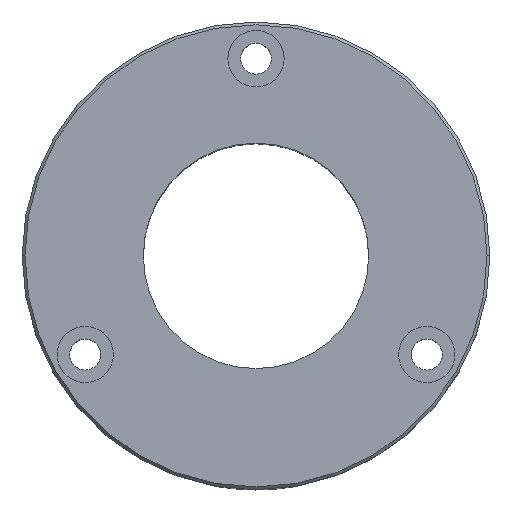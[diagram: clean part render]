
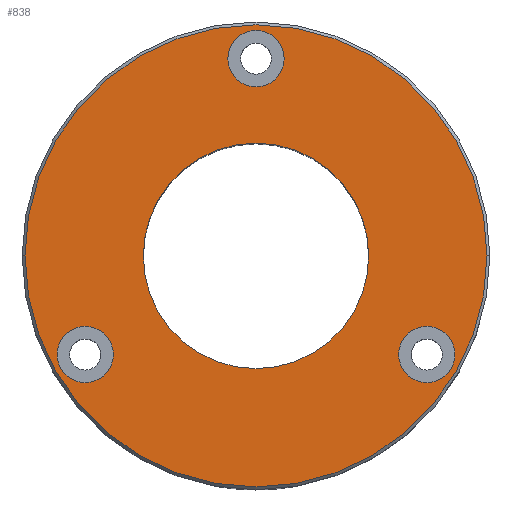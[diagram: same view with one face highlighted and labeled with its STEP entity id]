
A CAD part, top view. The second image highlights one B-rep face of the part: STEP entity #838.
In plain terms, the highlighted planar face has unit normal (0, 0, 1).
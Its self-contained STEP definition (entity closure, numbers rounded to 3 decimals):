
#23 = ORIENTED_EDGE ( 'NONE', *, *, #253, .F. ) ;
#24 = DIRECTION ( 'NONE',  ( 0., 0., 1. ) ) ;
#29 = AXIS2_PLACEMENT_3D ( 'NONE', #562, #1054, #576 ) ;
#63 = EDGE_CURVE ( 'NONE', #89, #495, #188, .T. ) ;
#68 = CARTESIAN_POINT ( 'NONE',  ( 0., 0., 0. ) ) ;
#89 = VERTEX_POINT ( 'NONE', #1083 ) ;
#92 = VERTEX_POINT ( 'NONE', #601 ) ;
#123 = CIRCLE ( 'NONE', #548, 5. ) ;
#133 = AXIS2_PLACEMENT_3D ( 'NONE', #1230, #1234, #489 ) ;
#140 = CIRCLE ( 'NONE', #1011, 20. ) ;
#144 = CARTESIAN_POINT ( 'NONE',  ( -30.311, -17.5, 0. ) ) ;
#149 = AXIS2_PLACEMENT_3D ( 'NONE', #68, #172, #662 ) ;
#160 = EDGE_CURVE ( 'NONE', #898, #796, #638, .T. ) ;
#161 = ORIENTED_EDGE ( 'NONE', *, *, #160, .F. ) ;
#172 = DIRECTION ( 'NONE',  ( 0., 0., -1. ) ) ;
#178 = CARTESIAN_POINT ( 'NONE',  ( -25.311, -17.5, 0. ) ) ;
#188 = CIRCLE ( 'NONE', #1206, 5. ) ;
#208 = EDGE_CURVE ( 'NONE', #1203, #1115, #123, .T. ) ;
#235 = AXIS2_PLACEMENT_3D ( 'NONE', #759, #666, #1053 ) ;
#239 = DIRECTION ( 'NONE',  ( 0., 0., -1. ) ) ;
#241 = VERTEX_POINT ( 'NONE', #649 ) ;
#253 = EDGE_CURVE ( 'NONE', #1115, #1203, #1202, .T. ) ;
#255 = DIRECTION ( 'NONE',  ( 0., 0., 1. ) ) ;
#276 = ORIENTED_EDGE ( 'NONE', *, *, #767, .T. ) ;
#310 = CIRCLE ( 'NONE', #501, 5. ) ;
#314 = AXIS2_PLACEMENT_3D ( 'NONE', #144, #724, #709 ) ;
#332 = DIRECTION ( 'NONE',  ( 0., 0., 1. ) ) ;
#349 = CARTESIAN_POINT ( 'NONE',  ( 25.311, -17.5, 0. ) ) ;
#350 = CARTESIAN_POINT ( 'NONE',  ( -30.311, -17.5, 0. ) ) ;
#361 = PLANE ( 'NONE',  #968 ) ;
#402 = EDGE_LOOP ( 'NONE', ( #1166, #863 ) ) ;
#465 = ORIENTED_EDGE ( 'NONE', *, *, #208, .F. ) ;
#470 = CIRCLE ( 'NONE', #602, 41. ) ;
#489 = DIRECTION ( 'NONE',  ( 1., 0., 0. ) ) ;
#495 = VERTEX_POINT ( 'NONE', #349 ) ;
#501 = AXIS2_PLACEMENT_3D ( 'NONE', #350, #731, #1117 ) ;
#532 = FACE_BOUND ( 'NONE', #402, .T. ) ;
#548 = AXIS2_PLACEMENT_3D ( 'NONE', #630, #1018, #732 ) ;
#562 = CARTESIAN_POINT ( 'NONE',  ( 0., 35., 0. ) ) ;
#576 = DIRECTION ( 'NONE',  ( 1., 0., 0. ) ) ;
#601 = CARTESIAN_POINT ( 'NONE',  ( 20., 0., 0. ) ) ;
#602 = AXIS2_PLACEMENT_3D ( 'NONE', #1197, #332, #717 ) ;
#630 = CARTESIAN_POINT ( 'NONE',  ( 0., 35., 0. ) ) ;
#638 = CIRCLE ( 'NONE', #314, 5. ) ;
#649 = CARTESIAN_POINT ( 'NONE',  ( 41., 0., 0. ) ) ;
#653 = CARTESIAN_POINT ( 'NONE',  ( -41., 0., 0. ) ) ;
#662 = DIRECTION ( 'NONE',  ( -1., 0., 0. ) ) ;
#666 = DIRECTION ( 'NONE',  ( 0., 0., 1. ) ) ;
#709 = DIRECTION ( 'NONE',  ( 1., 0., 0. ) ) ;
#715 = CIRCLE ( 'NONE', #235, 41. ) ;
#717 = DIRECTION ( 'NONE',  ( 1., 0., 0. ) ) ;
#724 = DIRECTION ( 'NONE',  ( 0., 0., 1. ) ) ;
#731 = DIRECTION ( 'NONE',  ( 0., 0., 1. ) ) ;
#732 = DIRECTION ( 'NONE',  ( 1., 0., 0. ) ) ;
#759 = CARTESIAN_POINT ( 'NONE',  ( 0., 0., 0. ) ) ;
#761 = CARTESIAN_POINT ( 'NONE',  ( -20., 0., 0. ) ) ;
#767 = EDGE_CURVE ( 'NONE', #907, #241, #470, .T. ) ;
#787 = DIRECTION ( 'NONE',  ( 1., 0., 0. ) ) ;
#796 = VERTEX_POINT ( 'NONE', #1025 ) ;
#834 = DIRECTION ( 'NONE',  ( -1., 0., 0. ) ) ;
#838 = ADVANCED_FACE ( 'NONE', ( #1105, #1157, #1216, #532, #1103 ), #361, .T. ) ;
#843 = EDGE_LOOP ( 'NONE', ( #276, #915 ) ) ;
#863 = ORIENTED_EDGE ( 'NONE', *, *, #1169, .T. ) ;
#868 = ORIENTED_EDGE ( 'NONE', *, *, #1094, .F. ) ;
#873 = CIRCLE ( 'NONE', #133, 5. ) ;
#878 = EDGE_CURVE ( 'NONE', #495, #89, #873, .T. ) ;
#898 = VERTEX_POINT ( 'NONE', #178 ) ;
#905 = VERTEX_POINT ( 'NONE', #761 ) ;
#907 = VERTEX_POINT ( 'NONE', #653 ) ;
#915 = ORIENTED_EDGE ( 'NONE', *, *, #1223, .T. ) ;
#932 = EDGE_LOOP ( 'NONE', ( #23, #465 ) ) ;
#960 = EDGE_LOOP ( 'NONE', ( #1051, #1199 ) ) ;
#968 = AXIS2_PLACEMENT_3D ( 'NONE', #1127, #255, #1019 ) ;
#975 = CARTESIAN_POINT ( 'NONE',  ( 30.311, -17.5, 0. ) ) ;
#1004 = CARTESIAN_POINT ( 'NONE',  ( 5., 35., 0. ) ) ;
#1011 = AXIS2_PLACEMENT_3D ( 'NONE', #1016, #239, #834 ) ;
#1016 = CARTESIAN_POINT ( 'NONE',  ( 0., 0., 0. ) ) ;
#1018 = DIRECTION ( 'NONE',  ( 0., 0., 1. ) ) ;
#1019 = DIRECTION ( 'NONE',  ( 1., 0., 0. ) ) ;
#1025 = CARTESIAN_POINT ( 'NONE',  ( -35.311, -17.5, 0. ) ) ;
#1046 = CARTESIAN_POINT ( 'NONE',  ( -5., 35., 0. ) ) ;
#1051 = ORIENTED_EDGE ( 'NONE', *, *, #63, .F. ) ;
#1053 = DIRECTION ( 'NONE',  ( 1., 0., 0. ) ) ;
#1054 = DIRECTION ( 'NONE',  ( 0., 0., 1. ) ) ;
#1072 = EDGE_CURVE ( 'NONE', #905, #92, #140, .T. ) ;
#1079 = EDGE_LOOP ( 'NONE', ( #161, #868 ) ) ;
#1083 = CARTESIAN_POINT ( 'NONE',  ( 35.311, -17.5, 0. ) ) ;
#1094 = EDGE_CURVE ( 'NONE', #796, #898, #310, .T. ) ;
#1103 = FACE_OUTER_BOUND ( 'NONE', #843, .T. ) ;
#1105 = FACE_BOUND ( 'NONE', #1079, .T. ) ;
#1115 = VERTEX_POINT ( 'NONE', #1004 ) ;
#1117 = DIRECTION ( 'NONE',  ( 1., 0., 0. ) ) ;
#1127 = CARTESIAN_POINT ( 'NONE',  ( 0., 0., 0. ) ) ;
#1157 = FACE_BOUND ( 'NONE', #960, .T. ) ;
#1166 = ORIENTED_EDGE ( 'NONE', *, *, #1072, .T. ) ;
#1169 = EDGE_CURVE ( 'NONE', #92, #905, #1200, .T. ) ;
#1197 = CARTESIAN_POINT ( 'NONE',  ( 0., 0., 0. ) ) ;
#1199 = ORIENTED_EDGE ( 'NONE', *, *, #878, .F. ) ;
#1200 = CIRCLE ( 'NONE', #149, 20. ) ;
#1202 = CIRCLE ( 'NONE', #29, 5. ) ;
#1203 = VERTEX_POINT ( 'NONE', #1046 ) ;
#1206 = AXIS2_PLACEMENT_3D ( 'NONE', #975, #24, #787 ) ;
#1216 = FACE_BOUND ( 'NONE', #932, .T. ) ;
#1223 = EDGE_CURVE ( 'NONE', #241, #907, #715, .T. ) ;
#1230 = CARTESIAN_POINT ( 'NONE',  ( 30.311, -17.5, 0. ) ) ;
#1234 = DIRECTION ( 'NONE',  ( 0., 0., 1. ) ) ;
